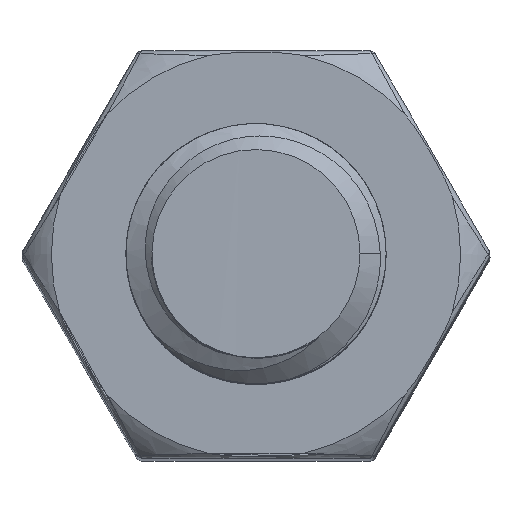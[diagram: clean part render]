
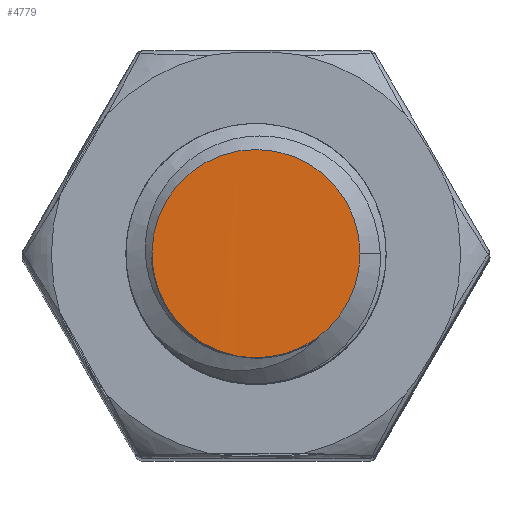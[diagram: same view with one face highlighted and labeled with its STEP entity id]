
A CAD part, top view. The second image highlights one B-rep face of the part: STEP entity #4779.
In plain terms, the highlighted face is planar.
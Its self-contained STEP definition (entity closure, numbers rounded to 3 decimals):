
#205=PLANE('',#5070);
#286=FACE_OUTER_BOUND('',#557,.T.);
#557=EDGE_LOOP('',(#3079,#3080));
#833=CIRCLE('',#5066,1.2);
#834=CIRCLE('',#5068,1.2);
#1862=VERTEX_POINT('',#9235);
#1863=VERTEX_POINT('',#9237);
#2340=EDGE_CURVE('',#1862,#1863,#833,.T.);
#2341=EDGE_CURVE('',#1863,#1862,#834,.T.);
#3079=ORIENTED_EDGE('',*,*,#2341,.T.);
#3080=ORIENTED_EDGE('',*,*,#2340,.T.);
#4779=ADVANCED_FACE('',(#286),#205,.T.);
#5066=AXIS2_PLACEMENT_3D('',#9266,#5288,#5289);
#5068=AXIS2_PLACEMENT_3D('',#9268,#5292,#5293);
#5070=AXIS2_PLACEMENT_3D('',#9599,#5296,#5297);
#5288=DIRECTION('center_axis',(0.,0.,-1.));
#5289=DIRECTION('ref_axis',(-1.,0.,0.));
#5292=DIRECTION('center_axis',(0.,0.,-1.));
#5293=DIRECTION('ref_axis',(-1.,0.,0.));
#5296=DIRECTION('center_axis',(0.,0.,-1.));
#5297=DIRECTION('ref_axis',(-1.,0.,0.));
#9235=CARTESIAN_POINT('',(-1.2,0.,-5.95));
#9237=CARTESIAN_POINT('',(0.237,-1.179,-5.947));
#9266=CARTESIAN_POINT('Origin',(0.,0.,-5.95));
#9268=CARTESIAN_POINT('Origin',(0.,0.,-5.95));
#9599=CARTESIAN_POINT('Origin',(0.,0.,-5.95));
